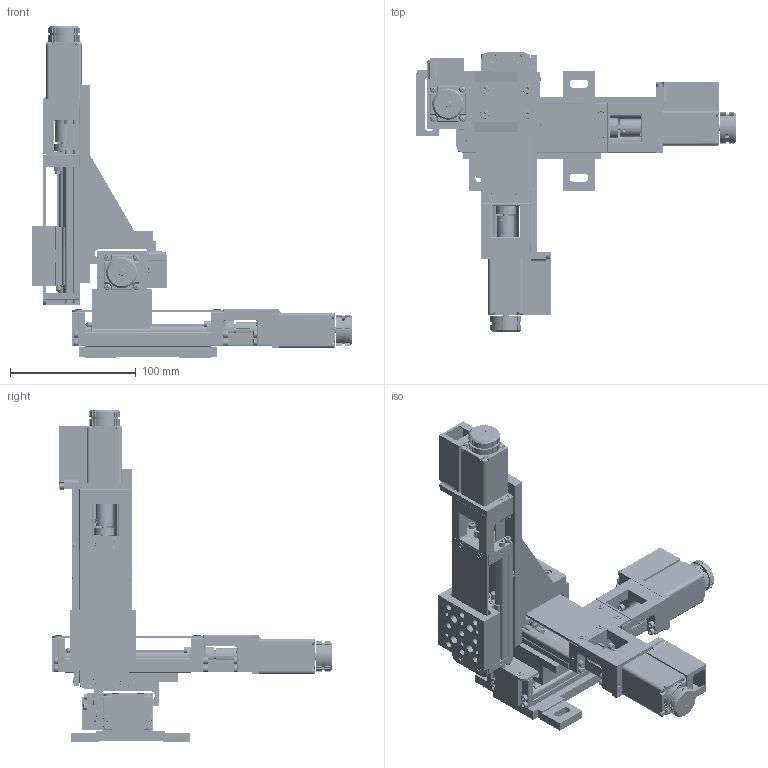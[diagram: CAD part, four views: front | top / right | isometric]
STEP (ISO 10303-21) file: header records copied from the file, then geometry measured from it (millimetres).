
FILE_DESCRIPTION(/* description */ (''),/* implementation_level */ '2;1');
FILE_NAME(/* name */ '03_TS36-SM2-XYZ',/* time_stamp */ '2025-05-27T15:44:13+03:00',/* author */ (''),/* organization */ (''),/* preprocessor_version */ 'ST-DEVELOPER v16.5',/* originating_system */ 'Rhino 7.34',/* authorisation */ '');
FILE_SCHEMA (('AUTOMOTIVE_DESIGN'));
Products named in the file (1): Document
Bounding box: 253.7 x 222 x 264 mm (x, y, z)
Volume: 757825.9 mm3; surface area: 302578.4 mm2
Topology: 1 solids, 13 shells, 7084 faces, 20531 edges, 13549 vertices
Faces by surface type: plane 4303, cylinder 1932, bspline 849
Entity records: 245305 total; most frequent: CARTESIAN_POINT 116176, ORIENTED_EDGE 40738, EDGE_CURVE 20393, VERTEX_POINT 13549, B_SPLINE_CURVE_WITH_KNOTS 13282, EDGE_LOOP 7656, ADVANCED_FACE 7084, FACE_OUTER_BOUND 7084
